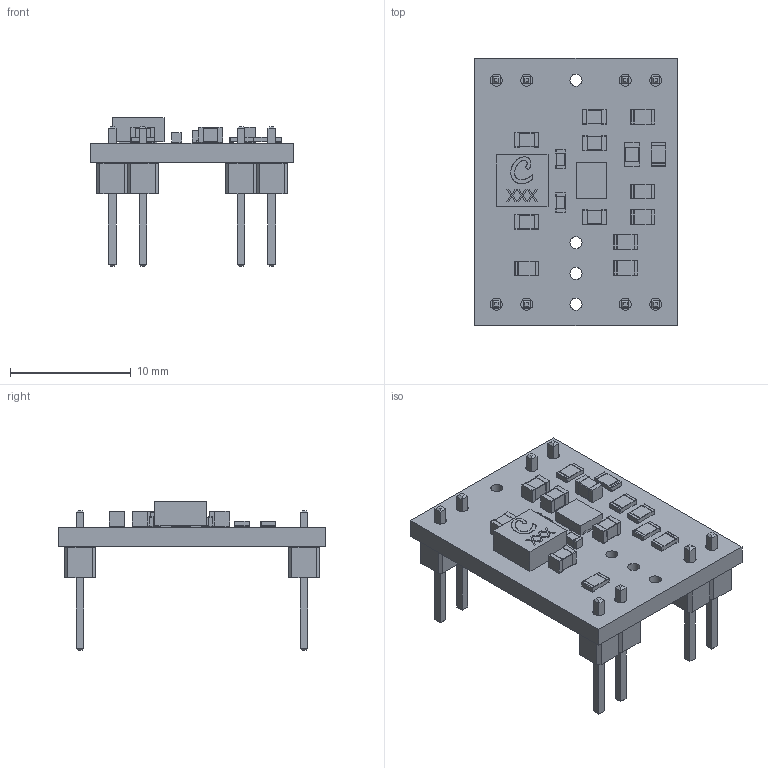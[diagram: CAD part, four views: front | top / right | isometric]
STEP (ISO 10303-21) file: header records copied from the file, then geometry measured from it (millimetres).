
FILE_DESCRIPTION(('KiCad electronic assembly'),'2;1');
FILE_NAME('module-compat.step','2019-06-25T01:24:36',('An Author'),( 'A Company'),'Open CASCADE STEP processor 7.3', 'KiCad to STEP converter','Unknown');
FILE_SCHEMA(('AUTOMOTIVE_DESIGN { 1 0 10303 214 1 1 1 1 }'));
Length unit declared in the file: millimetre
Products named in the file (14): Open CASCADE STEP translator 7.3 1; tps63070; COMPOUND; XFL4020; R_0805_2012Metric; SOLID; PinHeader_1x02_P2.54mm_Vertical; C_0805_2012Metric; C_0603_1608Metric
Assembly tree (28 placements, depth 3):
  Open CASCADE STEP translator 7.3 1
    tps63070
      COMPOUND
    XFL4020
      COMPOUND
    R_0805_2012Metric  x7
      SOLID
    PinHeader_1x02_P2.54mm_Vertical  x4
      SOLID
    C_0805_2012Metric  x6
      SOLID
    C_0603_1608Metric  x2
      SOLID
    COMPOUND
Bounding box: 16.76 x 22.1 x 12.29 mm (x, y, z)
Volume: 806.2 mm3; surface area: 1611.8 mm2
Topology: 41 solids, 41 shells, 1330 faces, 3544 edges, 2332 vertices
Faces by surface type: plane 1138, cylinder 192
Full cylindrical faces by diameter (mm): 1 x12
Entity records: 62432 total; most frequent: CARTESIAN_POINT 9661, DIRECTION 8880, LINE 6726, VECTOR 6726, ORIENTED_EDGE 4676, PCURVE 4676, DEFINITIONAL_REPRESENTATION 4676, EDGE_CURVE 2338
